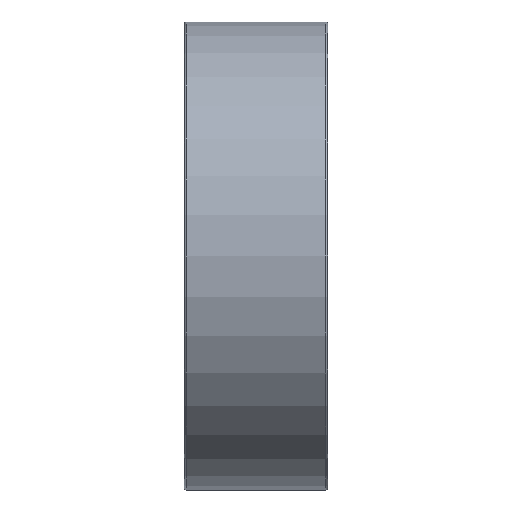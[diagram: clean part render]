
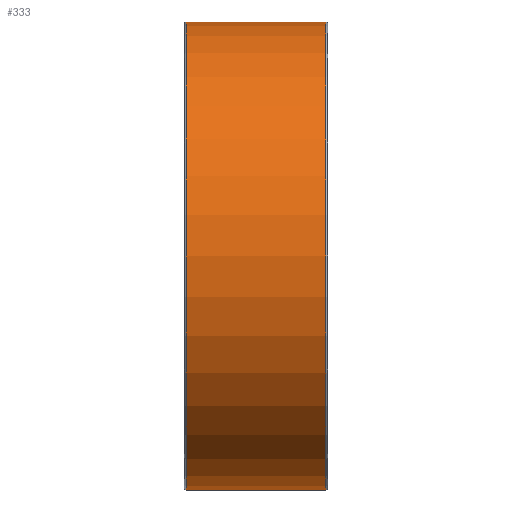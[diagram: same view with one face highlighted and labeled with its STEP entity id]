
A CAD part, left-side view. The second image highlights one B-rep face of the part: STEP entity #333.
In plain terms, the highlighted cylindrical face has radius 24.5 mm (diameter 49 mm), a full revolution.
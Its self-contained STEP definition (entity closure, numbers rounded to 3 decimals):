
#35=FACE_OUTER_BOUND('',#54,.T.);
#54=EDGE_LOOP('',(#252,#253,#254,#255,#256,#257));
#93=CIRCLE('',#369,24.5);
#96=CIRCLE('',#372,24.5);
#97=CIRCLE('',#374,24.5);
#98=CIRCLE('',#375,24.5);
#111=LINE('',#871,#126);
#126=VECTOR('',#432,24.5);
#152=VERTEX_POINT('',#860);
#153=VERTEX_POINT('',#861);
#155=VERTEX_POINT('',#868);
#156=VERTEX_POINT('',#869);
#191=EDGE_CURVE('',#152,#153,#93,.T.);
#194=EDGE_CURVE('',#153,#152,#96,.T.);
#195=EDGE_CURVE('',#155,#156,#97,.T.);
#196=EDGE_CURVE('',#155,#152,#111,.T.);
#197=EDGE_CURVE('',#156,#155,#98,.T.);
#252=ORIENTED_EDGE('',*,*,#195,.F.);
#253=ORIENTED_EDGE('',*,*,#196,.T.);
#254=ORIENTED_EDGE('',*,*,#194,.F.);
#255=ORIENTED_EDGE('',*,*,#191,.F.);
#256=ORIENTED_EDGE('',*,*,#196,.F.);
#257=ORIENTED_EDGE('',*,*,#197,.F.);
#322=CYLINDRICAL_SURFACE('',#373,24.5);
#333=ADVANCED_FACE('',(#35),#322,.T.);
#369=AXIS2_PLACEMENT_3D('',#862,#420,#421);
#372=AXIS2_PLACEMENT_3D('',#866,#426,#427);
#373=AXIS2_PLACEMENT_3D('',#867,#428,#429);
#374=AXIS2_PLACEMENT_3D('',#870,#430,#431);
#375=AXIS2_PLACEMENT_3D('',#872,#433,#434);
#420=DIRECTION('center_axis',(0.,-1.,0.));
#421=DIRECTION('ref_axis',(1.,0.,0.));
#426=DIRECTION('center_axis',(0.,-1.,0.));
#427=DIRECTION('ref_axis',(1.,0.,0.));
#428=DIRECTION('center_axis',(0.,1.,0.));
#429=DIRECTION('ref_axis',(1.,0.,0.));
#430=DIRECTION('center_axis',(0.,1.,0.));
#431=DIRECTION('ref_axis',(1.,0.,0.));
#432=DIRECTION('',(0.,-1.,0.));
#433=DIRECTION('center_axis',(0.,1.,0.));
#434=DIRECTION('ref_axis',(1.,0.,0.));
#860=CARTESIAN_POINT('',(-24.5,0.2,0.));
#861=CARTESIAN_POINT('',(0.,0.2,-24.5));
#862=CARTESIAN_POINT('Origin',(0.,0.2,0.));
#866=CARTESIAN_POINT('Origin',(0.,0.2,0.));
#867=CARTESIAN_POINT('Origin',(0.,0.,0.));
#868=CARTESIAN_POINT('',(-24.5,14.8,0.));
#869=CARTESIAN_POINT('',(0.,14.8,-24.5));
#870=CARTESIAN_POINT('Origin',(0.,14.8,0.));
#871=CARTESIAN_POINT('',(-24.5,0.,0.));
#872=CARTESIAN_POINT('Origin',(0.,14.8,0.));
